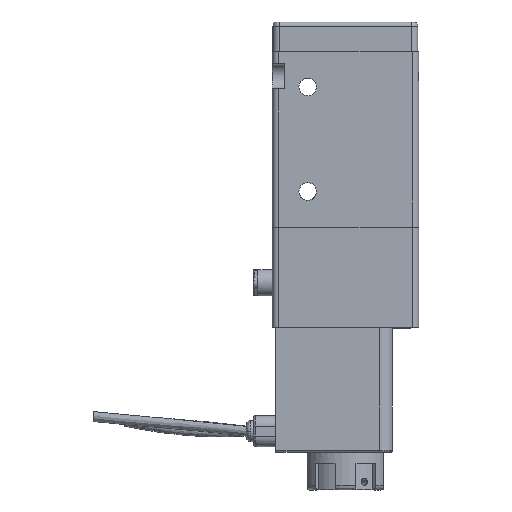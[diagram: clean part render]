
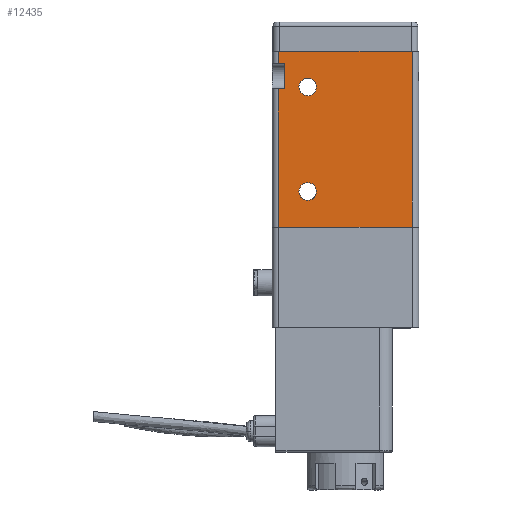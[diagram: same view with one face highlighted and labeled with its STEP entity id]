
A CAD part, left-side view. The second image highlights one B-rep face of the part: STEP entity #12435.
In plain terms, the highlighted planar face has unit normal (-1, 0, 0).
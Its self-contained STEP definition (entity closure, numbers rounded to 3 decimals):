
#61 = CARTESIAN_POINT ( 'NONE',  ( -17.109, 14.604, -21. ) ) ;
#376 = ORIENTED_EDGE ( 'NONE', *, *, #14630, .T. ) ;
#478 = DIRECTION ( 'NONE',  ( 0., 1., 0. ) ) ;
#697 = CARTESIAN_POINT ( 'NONE',  ( -17.109, -15.896, -21. ) ) ;
#936 = AXIS2_PLACEMENT_3D ( 'NONE', #16033, #5042, #17864 ) ;
#952 = ORIENTED_EDGE ( 'NONE', *, *, #5500, .T. ) ;
#1489 = LINE ( 'NONE', #2182, #6397 ) ;
#1516 = CARTESIAN_POINT ( 'NONE',  ( -17.109, 9.104, -12.5 ) ) ;
#1741 = CARTESIAN_POINT ( 'NONE',  ( -17.109, 16.104, -21. ) ) ;
#1828 = ORIENTED_EDGE ( 'NONE', *, *, #21110, .F. ) ;
#1885 = DIRECTION ( 'NONE',  ( 0., 0., -1. ) ) ;
#1921 = CARTESIAN_POINT ( 'NONE',  ( -17.109, 16.104, 21. ) ) ;
#2182 = CARTESIAN_POINT ( 'NONE',  ( -17.109, 0.104, -21. ) ) ;
#2914 = DIRECTION ( 'NONE',  ( 0., 0., 1. ) ) ;
#2922 = ORIENTED_EDGE ( 'NONE', *, *, #23520, .T. ) ;
#3363 = DIRECTION ( 'NONE',  ( 0., 0., -1. ) ) ;
#4409 = ORIENTED_EDGE ( 'NONE', *, *, #12366, .T. ) ;
#4585 = EDGE_LOOP ( 'NONE', ( #4409, #6408 ) ) ;
#4613 = VERTEX_POINT ( 'NONE', #9006 ) ;
#4643 = VERTEX_POINT ( 'NONE', #1741 ) ;
#4695 = DIRECTION ( 'NONE',  ( 0., 0., -1. ) ) ;
#4776 = DIRECTION ( 'NONE',  ( 0., -1., 0. ) ) ;
#5042 = DIRECTION ( 'NONE',  ( 1., 0., 0. ) ) ;
#5381 = CARTESIAN_POINT ( 'NONE',  ( -17.109, 9.104, 14.6 ) ) ;
#5500 = EDGE_CURVE ( 'NONE', #19786, #14115, #16739, .T. ) ;
#5544 = CIRCLE ( 'NONE', #936, 2.1 ) ;
#5552 = ORIENTED_EDGE ( 'NONE', *, *, #8970, .F. ) ;
#5744 = VECTOR ( 'NONE', #23754, 1000. ) ;
#5890 = CARTESIAN_POINT ( 'NONE',  ( -17.109, 9.104, 10.4 ) ) ;
#6080 = VECTOR ( 'NONE', #4695, 1000. ) ;
#6268 = PLANE ( 'NONE',  #22039 ) ;
#6397 = VECTOR ( 'NONE', #16869, 1000. ) ;
#6408 = ORIENTED_EDGE ( 'NONE', *, *, #22777, .T. ) ;
#6424 = ORIENTED_EDGE ( 'NONE', *, *, #15208, .T. ) ;
#6553 = CARTESIAN_POINT ( 'NONE',  ( -17.109, 16.104, -21. ) ) ;
#6598 = CIRCLE ( 'NONE', #17060, 2.1 ) ;
#6937 = AXIS2_PLACEMENT_3D ( 'NONE', #18766, #7818, #20612 ) ;
#7818 = DIRECTION ( 'NONE',  ( 1., 0., 0. ) ) ;
#8445 = ORIENTED_EDGE ( 'NONE', *, *, #15465, .T. ) ;
#8462 = CARTESIAN_POINT ( 'NONE',  ( -17.109, 9.104, 12.5 ) ) ;
#8737 = FACE_OUTER_BOUND ( 'NONE', #19256, .T. ) ;
#8970 = EDGE_CURVE ( 'NONE', #4643, #19300, #21243, .T. ) ;
#9006 = CARTESIAN_POINT ( 'NONE',  ( -17.109, 9.104, -10.4 ) ) ;
#9647 = CARTESIAN_POINT ( 'NONE',  ( -17.109, 0.104, 21. ) ) ;
#9770 = LINE ( 'NONE', #61, #14090 ) ;
#9894 = CIRCLE ( 'NONE', #6937, 2.1 ) ;
#9975 = DIRECTION ( 'NONE',  ( -1., 0., 0. ) ) ;
#10057 = EDGE_CURVE ( 'NONE', #10316, #23064, #15154, .T. ) ;
#10077 = LINE ( 'NONE', #21905, #5744 ) ;
#10278 = VECTOR ( 'NONE', #478, 1000. ) ;
#10315 = DIRECTION ( 'NONE',  ( 0., 0., -1. ) ) ;
#10316 = VERTEX_POINT ( 'NONE', #21320 ) ;
#10880 = EDGE_LOOP ( 'NONE', ( #376, #2922 ) ) ;
#10930 = VERTEX_POINT ( 'NONE', #20381 ) ;
#11008 = LINE ( 'NONE', #21131, #6080 ) ;
#12052 = CARTESIAN_POINT ( 'NONE',  ( -17.109, 16.104, 18. ) ) ;
#12366 = EDGE_CURVE ( 'NONE', #17353, #14681, #9894, .T. ) ;
#12435 = ADVANCED_FACE ( 'NONE', ( #8737, #13638, #19055 ), #6268, .T. ) ;
#13060 = VECTOR ( 'NONE', #4776, 1000. ) ;
#13117 = CARTESIAN_POINT ( 'NONE',  ( -17.109, -17.396, 12. ) ) ;
#13212 = EDGE_CURVE ( 'NONE', #10316, #22152, #11008, .T. ) ;
#13265 = VECTOR ( 'NONE', #18598, 1000. ) ;
#13638 = FACE_BOUND ( 'NONE', #4585, .T. ) ;
#14090 = VECTOR ( 'NONE', #1885, 1000. ) ;
#14115 = VERTEX_POINT ( 'NONE', #23729 ) ;
#14393 = DIRECTION ( 'NONE',  ( 1., 0., 0. ) ) ;
#14630 = EDGE_CURVE ( 'NONE', #21167, #4613, #17811, .T. ) ;
#14681 = VERTEX_POINT ( 'NONE', #5381 ) ;
#14810 = EDGE_CURVE ( 'NONE', #10930, #19300, #18093, .T. ) ;
#15154 = LINE ( 'NONE', #9647, #10278 ) ;
#15208 = EDGE_CURVE ( 'NONE', #23064, #19786, #10077, .T. ) ;
#15465 = EDGE_CURVE ( 'NONE', #14115, #10930, #9770, .T. ) ;
#15776 = CARTESIAN_POINT ( 'NONE',  ( -17.109, 14.604, 18. ) ) ;
#16033 = CARTESIAN_POINT ( 'NONE',  ( -17.109, 9.104, -12.5 ) ) ;
#16739 = LINE ( 'NONE', #15776, #13060 ) ;
#16869 = DIRECTION ( 'NONE',  ( 0., 1., 0. ) ) ;
#17060 = AXIS2_PLACEMENT_3D ( 'NONE', #8462, #21287, #10315 ) ;
#17353 = VERTEX_POINT ( 'NONE', #5890 ) ;
#17811 = CIRCLE ( 'NONE', #18346, 2.1 ) ;
#17864 = DIRECTION ( 'NONE',  ( 0., 0., -1. ) ) ;
#17894 = ORIENTED_EDGE ( 'NONE', *, *, #10057, .T. ) ;
#18093 = LINE ( 'NONE', #13117, #13265 ) ;
#18346 = AXIS2_PLACEMENT_3D ( 'NONE', #1516, #14393, #3363 ) ;
#18598 = DIRECTION ( 'NONE',  ( 0., 1., 0. ) ) ;
#18766 = CARTESIAN_POINT ( 'NONE',  ( -17.109, 9.104, 12.5 ) ) ;
#19055 = FACE_BOUND ( 'NONE', #10880, .T. ) ;
#19061 = ORIENTED_EDGE ( 'NONE', *, *, #13212, .F. ) ;
#19256 = EDGE_LOOP ( 'NONE', ( #1828, #19061, #17894, #6424, #952, #8445, #21346, #5552 ) ) ;
#19300 = VERTEX_POINT ( 'NONE', #19729 ) ;
#19729 = CARTESIAN_POINT ( 'NONE',  ( -17.109, 16.104, 12. ) ) ;
#19786 = VERTEX_POINT ( 'NONE', #12052 ) ;
#20381 = CARTESIAN_POINT ( 'NONE',  ( -17.109, 14.604, 12. ) ) ;
#20612 = DIRECTION ( 'NONE',  ( 0., 0., -1. ) ) ;
#20652 = VECTOR ( 'NONE', #2914, 1000. ) ;
#20706 = CARTESIAN_POINT ( 'NONE',  ( -17.109, 9.104, -14.6 ) ) ;
#20946 = CARTESIAN_POINT ( 'NONE',  ( -17.109, -17.396, -21. ) ) ;
#21110 = EDGE_CURVE ( 'NONE', #22152, #4643, #1489, .T. ) ;
#21131 = CARTESIAN_POINT ( 'NONE',  ( -17.109, -15.896, -21. ) ) ;
#21167 = VERTEX_POINT ( 'NONE', #20706 ) ;
#21243 = LINE ( 'NONE', #6553, #20652 ) ;
#21287 = DIRECTION ( 'NONE',  ( 1., 0., 0. ) ) ;
#21320 = CARTESIAN_POINT ( 'NONE',  ( -17.109, -15.896, 21. ) ) ;
#21346 = ORIENTED_EDGE ( 'NONE', *, *, #14810, .T. ) ;
#21905 = CARTESIAN_POINT ( 'NONE',  ( -17.109, 16.104, -21. ) ) ;
#22039 = AXIS2_PLACEMENT_3D ( 'NONE', #20946, #9975, #22813 ) ;
#22152 = VERTEX_POINT ( 'NONE', #697 ) ;
#22777 = EDGE_CURVE ( 'NONE', #14681, #17353, #6598, .T. ) ;
#22813 = DIRECTION ( 'NONE',  ( 0., 0., 1. ) ) ;
#23064 = VERTEX_POINT ( 'NONE', #1921 ) ;
#23520 = EDGE_CURVE ( 'NONE', #4613, #21167, #5544, .T. ) ;
#23729 = CARTESIAN_POINT ( 'NONE',  ( -17.109, 14.604, 18. ) ) ;
#23754 = DIRECTION ( 'NONE',  ( 0., 0., -1. ) ) ;
